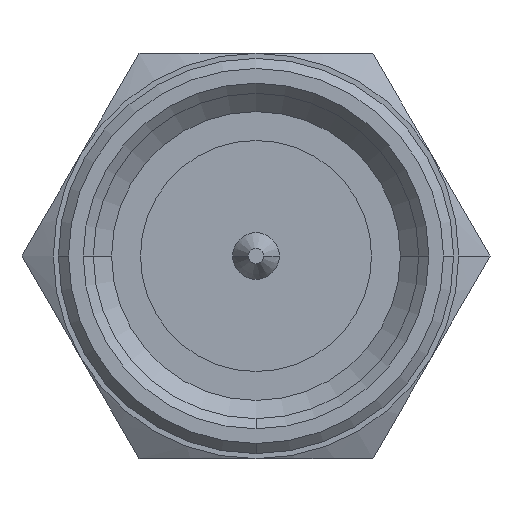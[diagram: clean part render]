
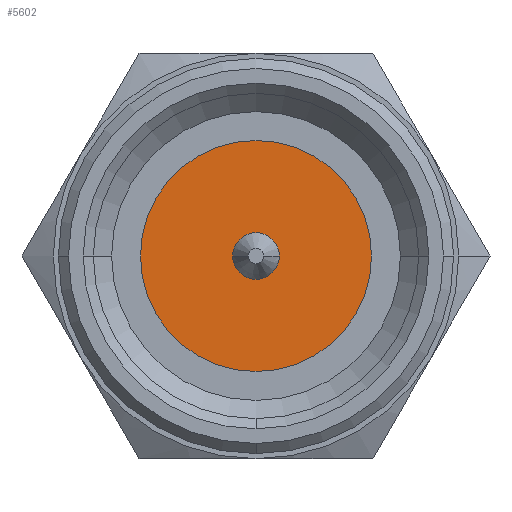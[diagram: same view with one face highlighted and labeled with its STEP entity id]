
A CAD part, left-side view. The second image highlights one B-rep face of the part: STEP entity #5602.
In plain terms, the highlighted planar face has unit normal (-1, 0, 0).
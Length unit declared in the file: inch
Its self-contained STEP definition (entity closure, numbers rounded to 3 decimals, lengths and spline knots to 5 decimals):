
#143 = CIRCLE ( 'NONE', #3914, 0.08976 ) ;
#176 = CIRCLE ( 'NONE', #5032, 0.08976 ) ;
#229 = ORIENTED_EDGE ( 'NONE', *, *, #1082, .T. ) ;
#439 = DIRECTION ( 'NONE',  ( 0., 1., 0. ) ) ;
#522 = AXIS2_PLACEMENT_3D ( 'NONE', #2079, #6091, #1021 ) ;
#717 = CARTESIAN_POINT ( 'NONE',  ( 0.11811, -0.01811, 0. ) ) ;
#776 = CARTESIAN_POINT ( 'NONE',  ( 0.11811, 0., 0. ) ) ;
#838 = CARTESIAN_POINT ( 'NONE',  ( 0.11811, 0., 0. ) ) ;
#1021 = DIRECTION ( 'NONE',  ( 0., -1., 0. ) ) ;
#1082 = EDGE_CURVE ( 'NONE', #1653, #1302, #143, .T. ) ;
#1259 = DIRECTION ( 'NONE',  ( -1., 0., 0. ) ) ;
#1302 = VERTEX_POINT ( 'NONE', #1505 ) ;
#1505 = CARTESIAN_POINT ( 'NONE',  ( 0.11811, -0.08976, 0. ) ) ;
#1558 = CIRCLE ( 'NONE', #6200, 0.01811 ) ;
#1653 = VERTEX_POINT ( 'NONE', #6404 ) ;
#1703 = CIRCLE ( 'NONE', #522, 0.01811 ) ;
#2079 = CARTESIAN_POINT ( 'NONE',  ( 0.11811, 0., 0. ) ) ;
#2139 = CARTESIAN_POINT ( 'NONE',  ( 0.11811, 0., 0. ) ) ;
#2323 = ORIENTED_EDGE ( 'NONE', *, *, #5876, .F. ) ;
#2819 = FACE_OUTER_BOUND ( 'NONE', #3205, .T. ) ;
#2980 = DIRECTION ( 'NONE',  ( -1., 0., 0. ) ) ;
#3015 = DIRECTION ( 'NONE',  ( 0., 1., 0. ) ) ;
#3205 = EDGE_LOOP ( 'NONE', ( #229, #4083 ) ) ;
#3240 = VERTEX_POINT ( 'NONE', #717 ) ;
#3263 = EDGE_CURVE ( 'NONE', #1653, #1302, #176, .T. ) ;
#3290 = EDGE_LOOP ( 'NONE', ( #5221, #2323 ) ) ;
#3356 = PLANE ( 'NONE',  #5179 ) ;
#3731 = VERTEX_POINT ( 'NONE', #3939 ) ;
#3914 = AXIS2_PLACEMENT_3D ( 'NONE', #838, #2980, #3015 ) ;
#3939 = CARTESIAN_POINT ( 'NONE',  ( 0.11811, 0.01811, 0. ) ) ;
#4083 = ORIENTED_EDGE ( 'NONE', *, *, #3263, .F. ) ;
#4259 = DIRECTION ( 'NONE',  ( -1., 0., 0. ) ) ;
#4902 = DIRECTION ( 'NONE',  ( 0., 0., 1. ) ) ;
#5026 = CARTESIAN_POINT ( 'NONE',  ( 0.11811, 0., 0. ) ) ;
#5032 = AXIS2_PLACEMENT_3D ( 'NONE', #5026, #5099, #439 ) ;
#5099 = DIRECTION ( 'NONE',  ( 1., 0., 0. ) ) ;
#5179 = AXIS2_PLACEMENT_3D ( 'NONE', #776, #1259, #4902 ) ;
#5221 = ORIENTED_EDGE ( 'NONE', *, *, #5730, .F. ) ;
#5602 = ADVANCED_FACE ( 'NONE', ( #6488, #2819 ), #3356, .T. ) ;
#5730 = EDGE_CURVE ( 'NONE', #3240, #3731, #1703, .T. ) ;
#5806 = DIRECTION ( 'NONE',  ( 0., 1., 0. ) ) ;
#5876 = EDGE_CURVE ( 'NONE', #3731, #3240, #1558, .T. ) ;
#6091 = DIRECTION ( 'NONE',  ( -1., 0., 0. ) ) ;
#6200 = AXIS2_PLACEMENT_3D ( 'NONE', #2139, #4259, #5806 ) ;
#6404 = CARTESIAN_POINT ( 'NONE',  ( 0.11811, 0.08976, 0. ) ) ;
#6488 = FACE_BOUND ( 'NONE', #3290, .T. ) ;
